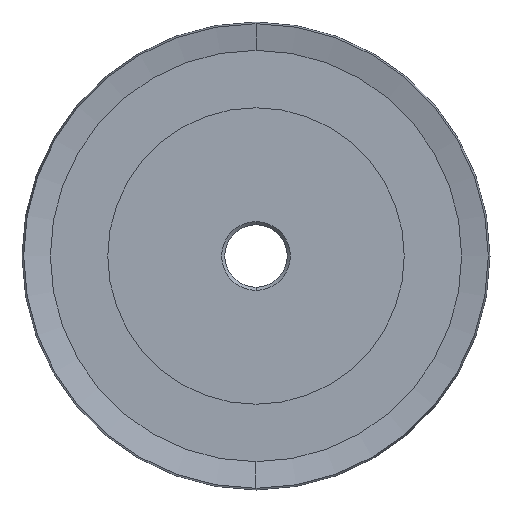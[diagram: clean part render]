
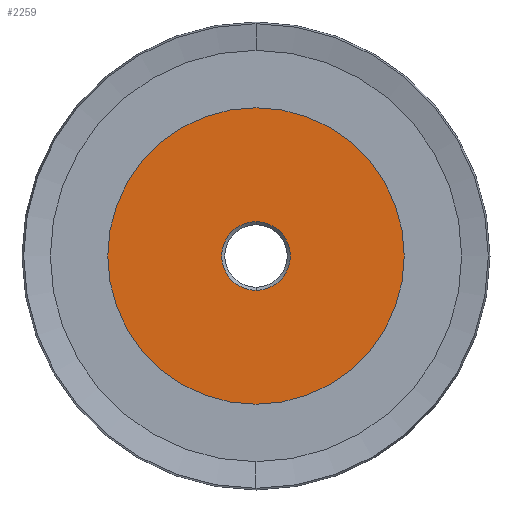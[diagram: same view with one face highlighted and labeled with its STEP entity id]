
A CAD part, left-side view. The second image highlights one B-rep face of the part: STEP entity #2259.
In plain terms, the highlighted planar face has unit normal (-1, 0, 0).
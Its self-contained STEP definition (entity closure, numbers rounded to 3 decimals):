
#387 = DIRECTION ( 'NONE',  ( 0., 0., 1. ) ) ;
#657 = DIRECTION ( 'NONE',  ( -1., 0., 0. ) ) ;
#687 = VERTEX_POINT ( 'NONE', #10595 ) ;
#739 = EDGE_LOOP ( 'NONE', ( #9078, #1055 ) ) ;
#994 = EDGE_CURVE ( 'NONE', #10311, #8845, #1916, .T. ) ;
#1055 = ORIENTED_EDGE ( 'NONE', *, *, #4605, .T. ) ;
#1077 = CIRCLE ( 'NONE', #7292, 3.493 ) ;
#1345 = EDGE_LOOP ( 'NONE', ( #1455, #1380 ) ) ;
#1380 = ORIENTED_EDGE ( 'NONE', *, *, #10840, .T. ) ;
#1455 = ORIENTED_EDGE ( 'NONE', *, *, #3888, .T. ) ;
#1750 = FACE_BOUND ( 'NONE', #739, .T. ) ;
#1916 = CIRCLE ( 'NONE', #2545, 3.493 ) ;
#2050 = AXIS2_PLACEMENT_3D ( 'NONE', #9924, #4878, #10765 ) ;
#2121 = CIRCLE ( 'NONE', #2050, 15.088 ) ;
#2259 = ADVANCED_FACE ( 'NONE', ( #1750, #10704 ), #10847, .T. ) ;
#2453 = DIRECTION ( 'NONE',  ( -1., 0., 0. ) ) ;
#2545 = AXIS2_PLACEMENT_3D ( 'NONE', #2570, #8441, #3396 ) ;
#2554 = AXIS2_PLACEMENT_3D ( 'NONE', #5794, #2453, #8338 ) ;
#2570 = CARTESIAN_POINT ( 'NONE',  ( 0., 0., 0. ) ) ;
#2601 = CARTESIAN_POINT ( 'NONE',  ( 0., 0., 3.493 ) ) ;
#3396 = DIRECTION ( 'NONE',  ( 0., 0., 1. ) ) ;
#3600 = CARTESIAN_POINT ( 'NONE',  ( 0., 0., 15.088 ) ) ;
#3888 = EDGE_CURVE ( 'NONE', #687, #7107, #2121, .T. ) ;
#4605 = EDGE_CURVE ( 'NONE', #8845, #10311, #1077, .T. ) ;
#4878 = DIRECTION ( 'NONE',  ( -1., 0., 0. ) ) ;
#5432 = DIRECTION ( 'NONE',  ( 1., 0., 0. ) ) ;
#5699 = CARTESIAN_POINT ( 'NONE',  ( 0., 0., 0. ) ) ;
#5794 = CARTESIAN_POINT ( 'NONE',  ( 0., 0., 0. ) ) ;
#6433 = AXIS2_PLACEMENT_3D ( 'NONE', #5699, #657, #6545 ) ;
#6545 = DIRECTION ( 'NONE',  ( 0., 0., 1. ) ) ;
#7107 = VERTEX_POINT ( 'NONE', #3600 ) ;
#7292 = AXIS2_PLACEMENT_3D ( 'NONE', #10480, #5432, #387 ) ;
#8338 = DIRECTION ( 'NONE',  ( 0., 0., 1. ) ) ;
#8441 = DIRECTION ( 'NONE',  ( 1., 0., 0. ) ) ;
#8845 = VERTEX_POINT ( 'NONE', #10828 ) ;
#9078 = ORIENTED_EDGE ( 'NONE', *, *, #994, .T. ) ;
#9766 = CIRCLE ( 'NONE', #6433, 15.088 ) ;
#9924 = CARTESIAN_POINT ( 'NONE',  ( 0., 0., 0. ) ) ;
#10311 = VERTEX_POINT ( 'NONE', #2601 ) ;
#10480 = CARTESIAN_POINT ( 'NONE',  ( 0., 0., 0. ) ) ;
#10595 = CARTESIAN_POINT ( 'NONE',  ( 0., 0., -15.088 ) ) ;
#10704 = FACE_OUTER_BOUND ( 'NONE', #1345, .T. ) ;
#10765 = DIRECTION ( 'NONE',  ( 0., 0., 1. ) ) ;
#10828 = CARTESIAN_POINT ( 'NONE',  ( 0., 0., -3.493 ) ) ;
#10840 = EDGE_CURVE ( 'NONE', #7107, #687, #9766, .T. ) ;
#10847 = PLANE ( 'NONE',  #2554 ) ;
